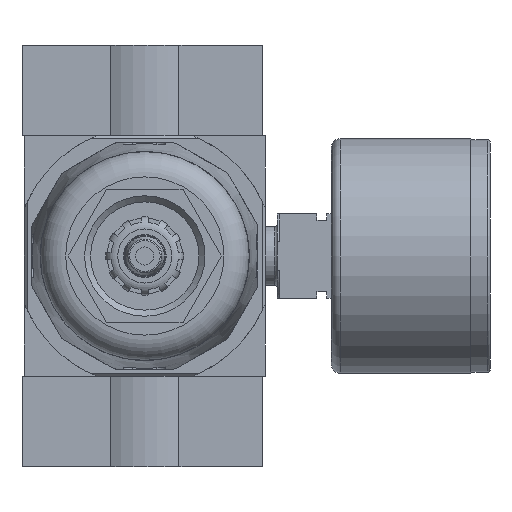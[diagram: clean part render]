
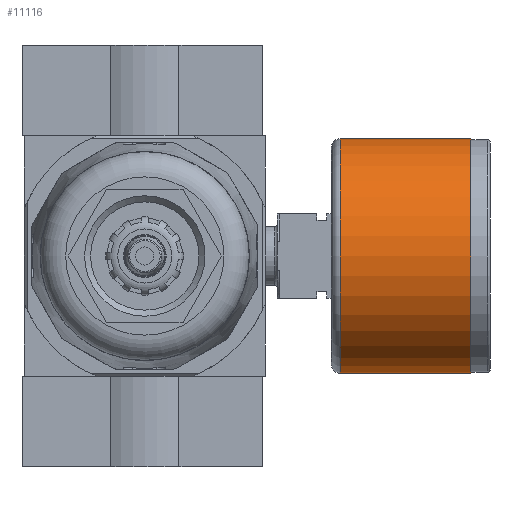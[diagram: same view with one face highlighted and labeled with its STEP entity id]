
A CAD part, front view. The second image highlights one B-rep face of the part: STEP entity #11116.
In plain terms, the highlighted cylindrical face has radius 19.5 mm (diameter 39 mm), a full revolution.
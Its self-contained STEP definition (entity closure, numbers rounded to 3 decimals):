
#212=CYLINDRICAL_SURFACE('',#11997,19.5);
#3529=ORIENTED_EDGE('',*,*,#5344,.F.);
#3530=ORIENTED_EDGE('',*,*,#5345,.T.);
#5344=EDGE_CURVE('',#6393,#6393,#7019,.T.);
#5345=EDGE_CURVE('',#6394,#6394,#7020,.T.);
#6393=VERTEX_POINT('',#17416);
#6394=VERTEX_POINT('',#17419);
#7019=CIRCLE('',#11996,19.5);
#7020=CIRCLE('',#11998,19.5);
#7612=EDGE_LOOP('',(#3529));
#7613=EDGE_LOOP('',(#3530));
#8352=FACE_BOUND('',#7612,.T.);
#8353=FACE_BOUND('',#7613,.T.);
#11116=ADVANCED_FACE('',(#8352,#8353),#212,.T.);
#11996=AXIS2_PLACEMENT_3D('',#17415,#14027,#14028);
#11997=AXIS2_PLACEMENT_3D('',#17417,#14029,#14030);
#11998=AXIS2_PLACEMENT_3D('',#17418,#14031,#14032);
#14027=DIRECTION('',(1.,0.,0.));
#14028=DIRECTION('',(0.,0.,-1.));
#14029=DIRECTION('',(1.,0.,0.));
#14030=DIRECTION('',(0.,0.,-1.));
#14031=DIRECTION('',(1.,0.,0.));
#14032=DIRECTION('',(0.,0.,-1.));
#17415=CARTESIAN_POINT('',(-3.2,0.,0.));
#17416=CARTESIAN_POINT('',(-3.2,0.,-19.5));
#17417=CARTESIAN_POINT('',(0.,0.,0.));
#17418=CARTESIAN_POINT('',(-24.85,0.,0.));
#17419=CARTESIAN_POINT('',(-24.85,0.,-19.5));
